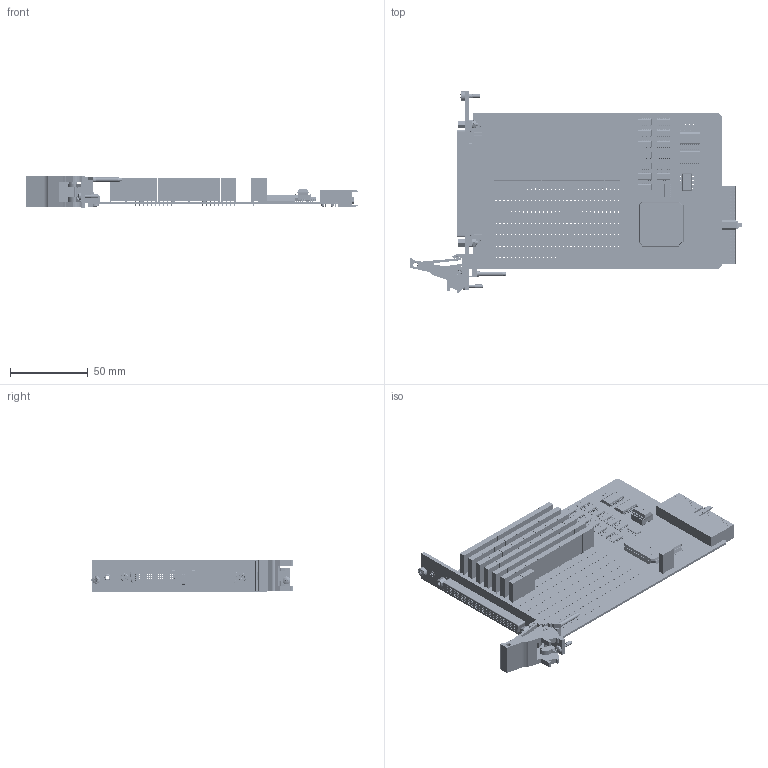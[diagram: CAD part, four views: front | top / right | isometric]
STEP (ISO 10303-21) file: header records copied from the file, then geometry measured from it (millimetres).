
FILE_DESCRIPTION (( 'STEP AP214' ), '1' );
FILE_NAME ('40-140A-021 PXI 50xSPST Card.STEP', '2013-08-21T13:24:43', ( 'admin' ), ( '' ), 'SwSTEP 2.0', 'SolidWorks 2012', '' );
FILE_SCHEMA (( 'AUTOMOTIVE_DESIGN' ));
Length unit declared in the file: millimetre
Products named in the file (1): 40-140A-021 PXI 50xSPST Card
Bounding box: 213.87 x 129.67 x 20 mm (x, y, z)
Surface area: 86568.7 mm2 (no closed solid volume)
Topology: 0 solids, 640 shells, 4895 faces, 22033 edges, 16924 vertices
Faces by surface type: plane 3507, cylinder 1333, cone 28, bspline 18, torus 5, sphere 4
Full cylindrical faces by diameter (mm): 0.38 x204, 0.5 x1, 0.58 x178, 0.6 x110, 0.7 x40, 0.762 x334, 0.9 x10, 1.496 x2, 2 x6, 2.05 x2, 2.1 x1, 2.261 x1, 2.497 x1, 2.5 x7, 2.6 x1, 2.8 x1, 3 x3, 3.175 x2, 4.4 x1, 5 x4, 5.2 x2, 5.3 x1, 6 x1
Entity records: 277146 total; most frequent: CARTESIAN_POINT 51030, DIRECTION 34047, ORIENTED_EDGE 28587, EDGE_CURVE 20767, VERTEX_POINT 16597, VECTOR 15993, LINE 15993, AXIS2_PLACEMENT_3D 9027
